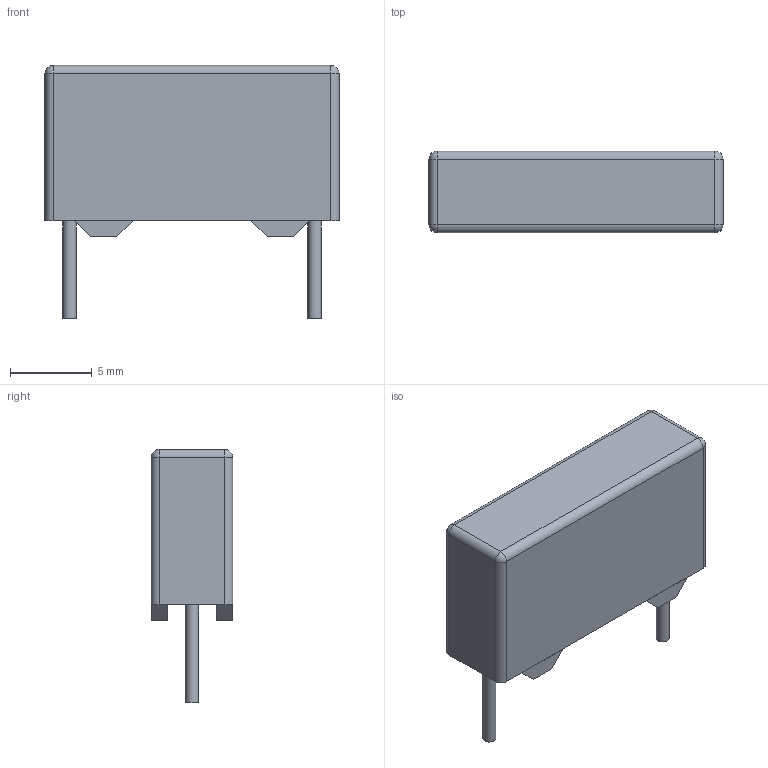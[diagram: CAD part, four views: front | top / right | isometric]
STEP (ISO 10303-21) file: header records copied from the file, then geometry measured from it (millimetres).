
FILE_DESCRIPTION(/* description */ (''),/* implementation_level */ '2;1');
FILE_NAME(/* name */ 'a85d89df-cde8-4986-86d6-bb377114ba4f.stp',/* time_stamp */ '2020-08-07T12:46:40+00:00',/* author */ (''),/* organization */ (''),/* preprocessor_version */ 'ST-DEVELOPER v18.1',/* originating_system */ 'Autodesk Translation Framework v9.3.0.1241',/* authorisation */ '');
FILE_SCHEMA (('AUTOMOTIVE_DESIGN { 1 0 10303 214 3 1 1 }'));
Length unit declared in the file: millimetre
Products named in the file (1): FILM_BLUE_P1500L1800W500H1050PD80
Bounding box: 18 x 5 x 15.5 mm (x, y, z)
Volume: 845 mm3; surface area: 709 mm2
Topology: 7 solids, 7 shells, 59 faces, 114 edges, 70 vertices
Faces by surface type: plane 39, cylinder 10, bspline 6, sphere 4
Full cylindrical faces by diameter (mm): 0.8 x2
Entity records: 1759 total; most frequent: CARTESIAN_POINT 512, DIRECTION 238, ORIENTED_EDGE 228, EDGE_CURVE 114, LINE 86, VECTOR 86, AXIS2_PLACEMENT_3D 76, VERTEX_POINT 70
